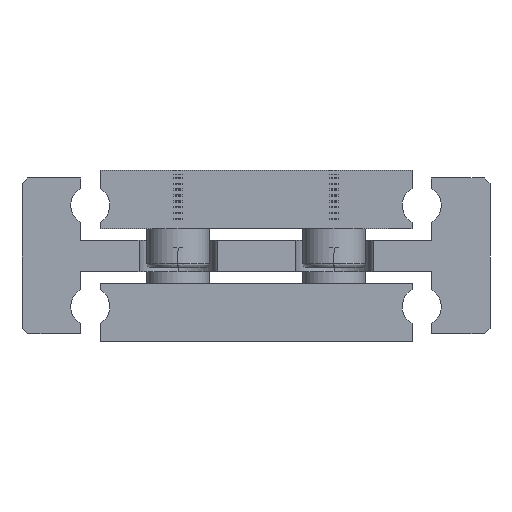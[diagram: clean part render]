
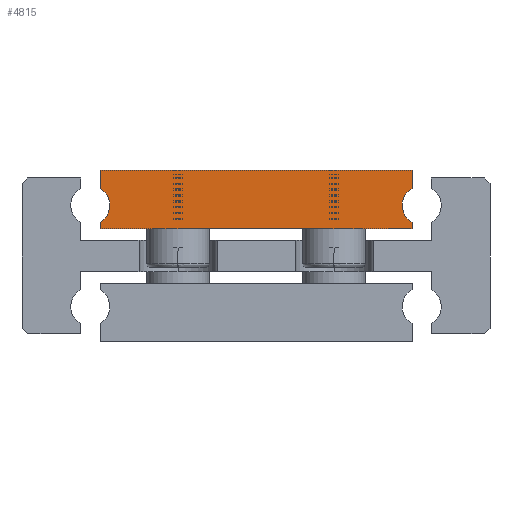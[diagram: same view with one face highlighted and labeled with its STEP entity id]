
A CAD part, front view. The second image highlights one B-rep face of the part: STEP entity #4815.
In plain terms, the highlighted planar face has unit normal (0, -1, 0).
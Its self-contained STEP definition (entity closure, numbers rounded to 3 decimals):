
#2676=CARTESIAN_POINT('',(-37.5,-450.0,2.5));
#2677=VERTEX_POINT('',#2676);
#2686=CARTESIAN_POINT('',(-40.0,-450.0,6.83));
#2687=VERTEX_POINT('',#2686);
#2688=CARTESIAN_POINT('',(-42.5,-450.0,2.5));
#2689=DIRECTION('',(0.0,1.0,0.0));
#2690=DIRECTION('',(1.0,0.0,0.0));
#2691=AXIS2_PLACEMENT_3D('',#2688,#2689,#2690);
#2692=CIRCLE('',#2691,5.0);
#2693=EDGE_CURVE('',#2687,#2677,#2692,.T.);
#2720=CARTESIAN_POINT('',(37.5,-450.0,2.5));
#2721=VERTEX_POINT('',#2720);
#2737=CARTESIAN_POINT('',(40.0,-450.0,6.83));
#2738=VERTEX_POINT('',#2737);
#2745=CARTESIAN_POINT('',(42.5,-450.0,2.5));
#2746=DIRECTION('',(0.0,1.0,0.0));
#2747=DIRECTION('',(1.0,0.0,0.0));
#2748=AXIS2_PLACEMENT_3D('',#2745,#2746,#2747);
#2749=CIRCLE('',#2748,5.0);
#2750=EDGE_CURVE('',#2721,#2738,#2749,.T.);
#3844=CARTESIAN_POINT('',(20.0,-450.0,-3.5));
#3845=VERTEX_POINT('',#3844);
#4480=CARTESIAN_POINT('',(40.0,-450.0,-1.83));
#4481=VERTEX_POINT('',#4480);
#4482=CARTESIAN_POINT('',(42.5,-450.0,2.5));
#4483=DIRECTION('',(0.0,1.0,0.0));
#4484=DIRECTION('',(1.0,0.0,0.0));
#4485=AXIS2_PLACEMENT_3D('',#4482,#4483,#4484);
#4486=CIRCLE('',#4485,5.0);
#4487=EDGE_CURVE('',#4481,#2721,#4486,.T.);
#4522=CARTESIAN_POINT('',(-40.0,-450.0,-1.83));
#4523=VERTEX_POINT('',#4522);
#4530=CARTESIAN_POINT('',(-42.5,-450.0,2.5));
#4531=DIRECTION('',(0.0,1.0,0.0));
#4532=DIRECTION('',(1.0,0.0,0.0));
#4533=AXIS2_PLACEMENT_3D('',#4530,#4531,#4532);
#4534=CIRCLE('',#4533,5.0);
#4535=EDGE_CURVE('',#2677,#4523,#4534,.T.);
#4546=CARTESIAN_POINT('',(40.0,-450.0,-3.5));
#4547=VERTEX_POINT('',#4546);
#4548=CARTESIAN_POINT('',(40.0,-450.0,-1.83));
#4549=DIRECTION('',(0.0,0.0,-1.0));
#4550=VECTOR('',#4549,1.67);
#4551=LINE('',#4548,#4550);
#4552=EDGE_CURVE('',#4481,#4547,#4551,.T.);
#4585=CARTESIAN_POINT('',(40.0,-450.0,11.5));
#4586=VERTEX_POINT('',#4585);
#4593=CARTESIAN_POINT('',(40.0,-450.0,11.5));
#4594=DIRECTION('',(0.0,0.0,-1.0));
#4595=VECTOR('',#4594,4.67);
#4596=LINE('',#4593,#4595);
#4597=EDGE_CURVE('',#4586,#2738,#4596,.T.);
#4651=CARTESIAN_POINT('',(-40.0,-450.0,-3.5));
#4652=VERTEX_POINT('',#4651);
#4659=CARTESIAN_POINT('',(-40.0,-450.0,-3.5));
#4660=DIRECTION('',(0.0,0.0,1.0));
#4661=VECTOR('',#4660,1.67);
#4662=LINE('',#4659,#4661);
#4663=EDGE_CURVE('',#4652,#4523,#4662,.T.);
#4674=CARTESIAN_POINT('',(-40.0,-450.0,11.5));
#4675=VERTEX_POINT('',#4674);
#4676=CARTESIAN_POINT('',(-40.0,-450.0,6.83));
#4677=DIRECTION('',(0.0,0.0,1.0));
#4678=VECTOR('',#4677,4.67);
#4679=LINE('',#4676,#4678);
#4680=EDGE_CURVE('',#2687,#4675,#4679,.T.);
#4699=CARTESIAN_POINT('',(-40.0,-450.0,11.5));
#4700=DIRECTION('',(1.0,0.0,0.0));
#4701=VECTOR('',#4700,80.0);
#4702=LINE('',#4699,#4701);
#4703=EDGE_CURVE('',#4675,#4586,#4702,.T.);
#4779=CARTESIAN_POINT('',(0.0,-450.0,4.));
#4780=DIRECTION('',(0.0,1.0,0.0));
#4781=DIRECTION('',(0.0,0.0,1.0));
#4782=AXIS2_PLACEMENT_3D('',#4779,#4780,#4781);
#4783=PLANE('',#4782);
#4784=ORIENTED_EDGE('',*,*,#4487,.T.);
#4785=ORIENTED_EDGE('',*,*,#2750,.T.);
#4786=ORIENTED_EDGE('',*,*,#4597,.F.);
#4787=ORIENTED_EDGE('',*,*,#4703,.F.);
#4788=ORIENTED_EDGE('',*,*,#4680,.F.);
#4789=ORIENTED_EDGE('',*,*,#2693,.T.);
#4790=ORIENTED_EDGE('',*,*,#4535,.T.);
#4791=ORIENTED_EDGE('',*,*,#4663,.F.);
#4792=CARTESIAN_POINT('',(-20.0,-450.0,-3.5));
#4793=VERTEX_POINT('',#4792);
#4794=CARTESIAN_POINT('',(-20.0,-450.0,-3.5));
#4795=DIRECTION('',(-1.0,0.0,0.0));
#4796=VECTOR('',#4795,20.0);
#4797=LINE('',#4794,#4796);
#4798=EDGE_CURVE('',#4793,#4652,#4797,.T.);
#4799=ORIENTED_EDGE('',*,*,#4798,.F.);
#4800=CARTESIAN_POINT('',(20.0,-450.0,-3.5));
#4801=DIRECTION('',(-1.0,0.0,0.0));
#4802=VECTOR('',#4801,40.0);
#4803=LINE('',#4800,#4802);
#4804=EDGE_CURVE('',#3845,#4793,#4803,.T.);
#4805=ORIENTED_EDGE('',*,*,#4804,.F.);
#4806=CARTESIAN_POINT('',(40.0,-450.0,-3.5));
#4807=DIRECTION('',(-1.0,0.0,0.0));
#4808=VECTOR('',#4807,20.0);
#4809=LINE('',#4806,#4808);
#4810=EDGE_CURVE('',#4547,#3845,#4809,.T.);
#4811=ORIENTED_EDGE('',*,*,#4810,.F.);
#4812=ORIENTED_EDGE('',*,*,#4552,.F.);
#4813=EDGE_LOOP('',(#4784,#4785,#4786,#4787,#4788,#4789,#4790,#4791,#4799,#4805,#4811,#4812));
#4814=FACE_OUTER_BOUND('',#4813,.T.);
#4815=ADVANCED_FACE('',(#4814),#4783,.F.);
